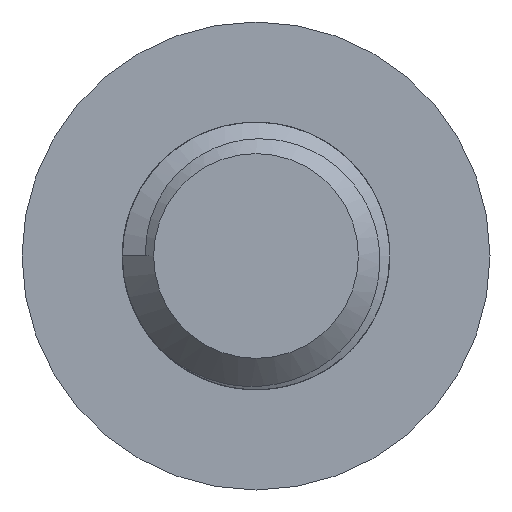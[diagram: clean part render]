
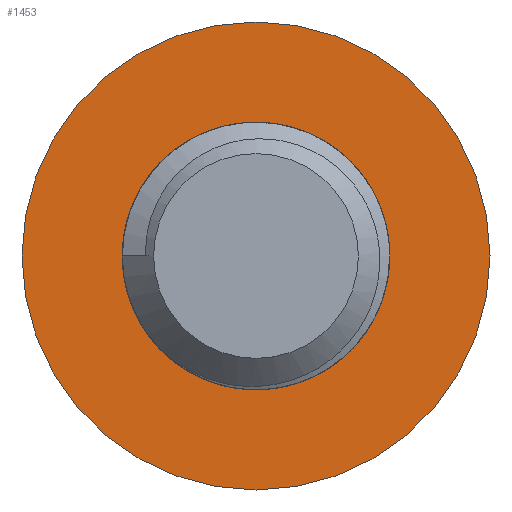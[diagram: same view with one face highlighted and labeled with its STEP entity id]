
A CAD part, left-side view. The second image highlights one B-rep face of the part: STEP entity #1453.
In plain terms, the highlighted planar face has unit normal (-1, 0, 0).
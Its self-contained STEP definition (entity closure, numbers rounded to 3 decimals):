
#23=PLANE('',#1565);
#35=FACE_BOUND('',#267,.T.);
#101=CIRCLE('',#1517,4.);
#102=CIRCLE('',#1520,4.);
#105=CIRCLE('',#1551,7.);
#114=CIRCLE('',#1566,4.);
#180=FACE_OUTER_BOUND('',#266,.T.);
#266=EDGE_LOOP('',(#1139));
#267=EDGE_LOOP('',(#1140,#1141,#1142));
#578=VERTEX_POINT('',#2955);
#579=VERTEX_POINT('',#2957);
#586=VERTEX_POINT('',#3021);
#642=VERTEX_POINT('',#5041);
#749=EDGE_CURVE('',#578,#579,#101,.T.);
#757=EDGE_CURVE('',#579,#586,#102,.T.);
#841=EDGE_CURVE('',#642,#642,#105,.T.);
#855=EDGE_CURVE('',#586,#578,#114,.T.);
#1139=ORIENTED_EDGE('',*,*,#841,.F.);
#1140=ORIENTED_EDGE('',*,*,#757,.F.);
#1141=ORIENTED_EDGE('',*,*,#749,.F.);
#1142=ORIENTED_EDGE('',*,*,#855,.F.);
#1453=ADVANCED_FACE('',(#180,#35),#23,.F.);
#1517=AXIS2_PLACEMENT_3D('',#2958,#1679,#1680);
#1520=AXIS2_PLACEMENT_3D('',#3022,#1688,#1689);
#1551=AXIS2_PLACEMENT_3D('',#5043,#1777,#1778);
#1565=AXIS2_PLACEMENT_3D('',#5146,#1807,#1808);
#1566=AXIS2_PLACEMENT_3D('',#5147,#1809,#1810);
#1679=DIRECTION('center_axis',(-1.,0.,0.));
#1680=DIRECTION('ref_axis',(0.,0.,
-1.));
#1688=DIRECTION('center_axis',(-1.,0.,0.));
#1689=DIRECTION('ref_axis',(0.,0.,-1.));
#1777=DIRECTION('center_axis',(1.,0.,0.));
#1778=DIRECTION('ref_axis',(0.,0.,
-1.));
#1807=DIRECTION('center_axis',(1.,0.,0.));
#1808=DIRECTION('ref_axis',(0.,0.,
-1.));
#1809=DIRECTION('center_axis',(-1.,0.,0.));
#1810=DIRECTION('ref_axis',(0.,0.,
-1.));
#2955=CARTESIAN_POINT('',(0.,-4.,-4.4));
#2957=CARTESIAN_POINT('',(0.,0.,-0.4));
#2958=CARTESIAN_POINT('Origin',(0.,0.,
-4.4));
#3021=CARTESIAN_POINT('',(0.,2.828,-1.572));
#3022=CARTESIAN_POINT('Origin',(0.,0.,
-4.4));
#5041=CARTESIAN_POINT('',(0.,0.,2.6));
#5043=CARTESIAN_POINT('Origin',(0.,0.,
-4.4));
#5146=CARTESIAN_POINT('Origin',(0.,-7.,-4.4));
#5147=CARTESIAN_POINT('Origin',(0.,0.,
-4.4));
